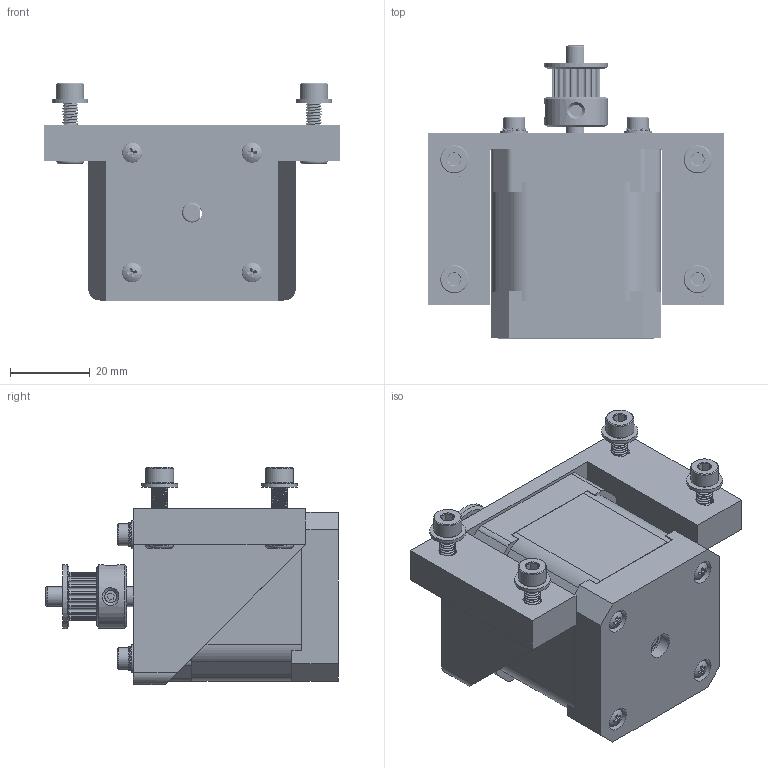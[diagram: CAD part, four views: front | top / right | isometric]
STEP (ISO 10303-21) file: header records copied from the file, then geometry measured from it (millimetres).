
FILE_DESCRIPTION(/* description */ (''),/* implementation_level */ '2;1');
FILE_NAME(/* name */ 'Y Stepper Assembly.step',/* time_stamp */ '2018-04-03T20:26:54+02:00',/* author */ ('boelle'),/* organization */ (''),/* preprocessor_version */ 'ST-DEVELOPER v16.13',/* originating_system */ 'Autodesk Translation Framework v6.5.0.72',/* authorisation */ '');
FILE_SCHEMA (('AUTOMOTIVE_DESIGN { 1 0 10303 214 3 1 1 }'));
Length unit declared in the file: millimetre
Products named in the file (36): Y stepper assembly; NEMA 17 Stepper Motor Assembly; NEMA 17 Stepper Motor Middle; NEMA 17 Stepper Motor Top; NEMA 17 Stepper Motor Bottom; NEMA 17 Stepper Motor Shaft; pan cross head_am_B18.6.7M - M2.5 x 0; M3 Washer; M3x10; M3 Washer_1; M3x10_1; M3 Washer_2; M3x10_2; M3 Washer_3; 98269A420; m3 star washer; M3x10_3; 91290A115; M4 Lock Nut; M4 Lock Nut_1; M4 Washer; M4 Washer_1; M4x16; M4x16_1; M4 Lock Nut_2; M4 Lock Nut_3; M4 Lock Nut_4; 94645A101; M4 Washer_2; M4 Washer_3; 98269A430; M4x16_2; M4x16_3; 91290A154; GT2_20T; ymotor bracket
Assembly tree (57 placements, depth 3):
  Y stepper assembly
    NEMA 17 Stepper Motor Assembly
      NEMA 17 Stepper Motor Middle
      NEMA 17 Stepper Motor Top
      NEMA 17 Stepper Motor Bottom
      NEMA 17 Stepper Motor Shaft
      pan cross head_am_B18.6.7M - M2.5 x 0  x4
    m3 star washer  x4
    M3 Washer
      98269A420
    M3x10
      91290A115
    M3 Washer_1
      98269A420
    M3x10_1
      91290A115
    M3 Washer_2
      98269A420
    M3x10_2
      91290A115
    M3 Washer_3
      98269A420
    M3x10_3
      91290A115
    M4 Lock Nut
      94645A101
    M4 Lock Nut_1
      94645A101
    M4 Washer
      98269A430
    M4 Washer_1
      98269A430
    M4x16
      91290A154
    M4x16_1
      91290A154
    M4 Lock Nut_2
      94645A101
    M4 Lock Nut_3
      94645A101
    M4 Lock Nut_4
      94645A101
    M4 Washer_2
      98269A430
    M4 Washer_3
      98269A430
    M4x16_2
      91290A154
    M4x16_3
      91290A154
    GT2_20T
    ymotor bracket
Bounding box: 74 x 73.3 x 54.31 mm (x, y, z)
Volume: 107657.6 mm3; surface area: 43281.2 mm2
Topology: 42 solids, 42 shells, 1689 faces, 4515 edges, 2970 vertices
Faces by surface type: cylinder 645, plane 570, cone 235, bspline 210, torus 25, sphere 4
Full cylindrical faces by diameter (mm): 1.65 x2, 2.35 x72, 2.5 x8, 2.9 x4, 3 x80, 3.091 x84, 3.2 x8, 3.359 x5, 3.441 x25, 3.863 x4, 4 x113, 4.3 x4, 4.346 x5, 5 x8, 5.5 x4, 6 x4, 6.5 x2, 7 x8, 9 x4, 16 x2, 22 x1, 22.4 x1, 33 x1
Entity records: 34844 total; most frequent: CARTESIAN_POINT 15824, ORIENTED_EDGE 3896, DIRECTION 3684, EDGE_CURVE 1948, VERTEX_POINT 1303, AXIS2_PLACEMENT_3D 1294, LINE 1096, VECTOR 1096
